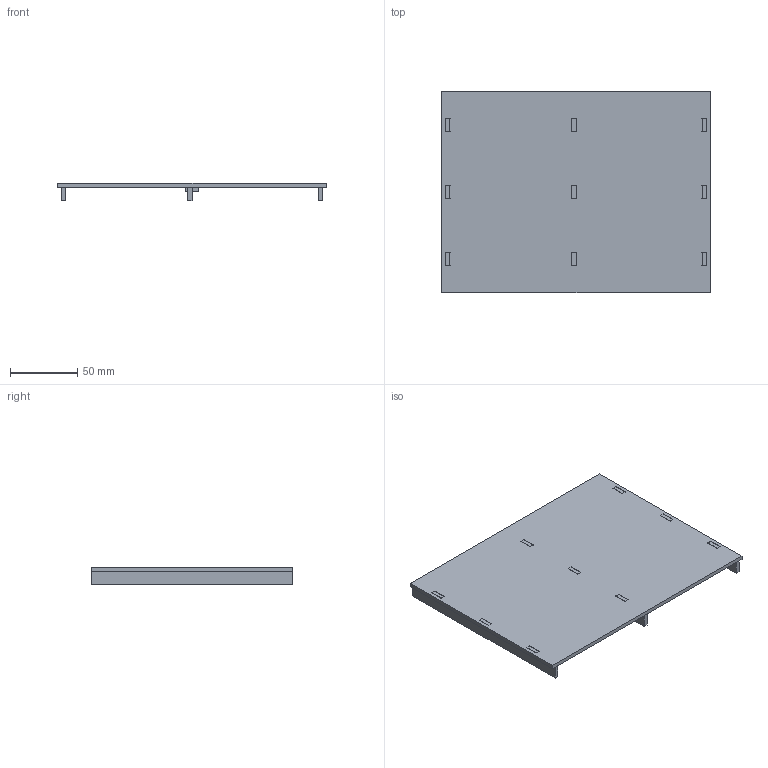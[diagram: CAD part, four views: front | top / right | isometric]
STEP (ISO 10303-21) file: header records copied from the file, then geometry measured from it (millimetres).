
FILE_DESCRIPTION(('FreeCAD Model'),'2;1');
FILE_NAME('Open CASCADE Shape Model','2024-01-12T15:53:41',('Author'),( ''),'Open CASCADE STEP processor 7.6','FreeCAD','Unknown');
FILE_SCHEMA(('AUTOMOTIVE_DESIGN { 1 0 10303 214 1 1 1 1 }'));
Length unit declared in the file: millimetre
Products named in the file (5): tab_cut_platform; Platform_tab; Platform_Stand3_tab; Platform_Stand2_tab; Platform_Stand1_tab
Assembly tree (4 placements, depth 2):
  tab_cut_platform
    Platform_tab
    Platform_Stand3_tab
    Platform_Stand2_tab
    Platform_Stand1_tab
Bounding box: 200 x 150 x 13 mm (x, y, z)
Volume: 103564.5 mm3; surface area: 74975.7 mm2
Topology: 4 solids, 4 shells, 178 faces, 478 edges, 304 vertices
Faces by surface type: plane 124, cylinder 54
Entity records: 11718 total; most frequent: CARTESIAN_POINT 2077, DIRECTION 1752, LINE 1062, VECTOR 1062, ORIENTED_EDGE 956, PCURVE 956, DEFINITIONAL_REPRESENTATION 956, EDGE_CURVE 478
